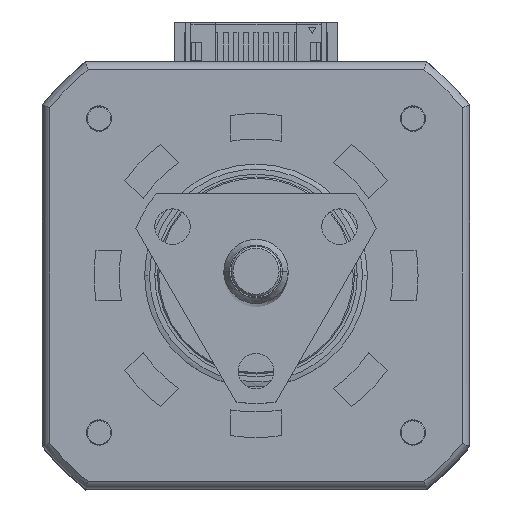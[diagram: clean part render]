
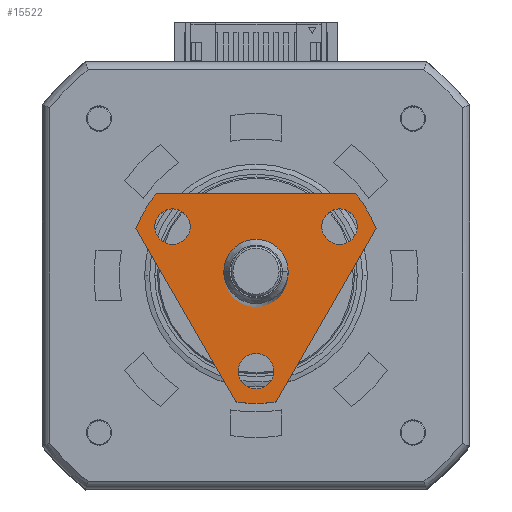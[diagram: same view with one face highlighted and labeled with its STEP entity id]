
A CAD part, top view. The second image highlights one B-rep face of the part: STEP entity #15522.
In plain terms, the highlighted planar face has unit normal (0, 0, 1).
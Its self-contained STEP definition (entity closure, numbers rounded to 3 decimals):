
#176 = DIRECTION ( 'NONE',  ( 0., 0., 1. ) ) ;
#184 = AXIS2_PLACEMENT_3D ( 'NONE', #22719, #16814, #2625 ) ;
#228 = EDGE_CURVE ( 'NONE', #10862, #33369, #4148, .T. ) ;
#936 = VECTOR ( 'NONE', #11709, 1000. ) ;
#1003 = DIRECTION ( 'NONE',  ( -1., 0., 0. ) ) ;
#1087 = DIRECTION ( 'NONE',  ( 0., 1., 0. ) ) ;
#1307 = DIRECTION ( 'NONE',  ( 1., 0., 0. ) ) ;
#1315 = EDGE_CURVE ( 'NONE', #13044, #2507, #21508, .T. ) ;
#1651 = FACE_OUTER_BOUND ( 'NONE', #25748, .T. ) ;
#1805 = VECTOR ( 'NONE', #29276, 1000. ) ;
#2026 = VERTEX_POINT ( 'NONE', #26526 ) ;
#2253 = EDGE_LOOP ( 'NONE', ( #35331, #7244 ) ) ;
#2507 = VERTEX_POINT ( 'NONE', #14009 ) ;
#2625 = DIRECTION ( 'NONE',  ( 1., 0., 0. ) ) ;
#3007 = CARTESIAN_POINT ( 'NONE',  ( -4.542, -11.86, 42.5 ) ) ;
#3259 = AXIS2_PLACEMENT_3D ( 'NONE', #7137, #7261, #21242 ) ;
#3371 = ORIENTED_EDGE ( 'NONE', *, *, #18563, .F. ) ;
#3520 = CARTESIAN_POINT ( 'NONE',  ( -4.542, 11.86, 42.5 ) ) ;
#3538 = CARTESIAN_POINT ( 'NONE',  ( -8., 9.864, 42.5 ) ) ;
#3610 = ORIENTED_EDGE ( 'NONE', *, *, #9773, .F. ) ;
#3916 = DIRECTION ( 'NONE',  ( 0., 0., 1. ) ) ;
#4148 = CIRCLE ( 'NONE', #27674, 12.7 ) ;
#5011 = VERTEX_POINT ( 'NONE', #3007 ) ;
#5036 = EDGE_CURVE ( 'NONE', #2507, #13044, #22034, .T. ) ;
#5372 = DIRECTION ( 'NONE',  ( -1., 0., 0. ) ) ;
#5845 = CARTESIAN_POINT ( 'NONE',  ( -4.762, -8.249, 42.5 ) ) ;
#5875 = ORIENTED_EDGE ( 'NONE', *, *, #10639, .F. ) ;
#6463 = AXIS2_PLACEMENT_3D ( 'NONE', #25602, #14245, #17094 ) ;
#6514 = CARTESIAN_POINT ( 'NONE',  ( 0., 0., 42.5 ) ) ;
#6772 = CARTESIAN_POINT ( 'NONE',  ( 3., 0., 42.5 ) ) ;
#7137 = CARTESIAN_POINT ( 'NONE',  ( -4.762, 8.249, 42.5 ) ) ;
#7244 = ORIENTED_EDGE ( 'NONE', *, *, #32751, .F. ) ;
#7261 = DIRECTION ( 'NONE',  ( 0., 0., 1. ) ) ;
#8338 = CARTESIAN_POINT ( 'NONE',  ( 0., 0., 42.5 ) ) ;
#8356 = CARTESIAN_POINT ( 'NONE',  ( 11.275, 0., 42.5 ) ) ;
#8514 = EDGE_CURVE ( 'NONE', #33369, #5011, #23664, .T. ) ;
#8565 = DIRECTION ( 'NONE',  ( 0., 0., -1. ) ) ;
#8836 = VERTEX_POINT ( 'NONE', #23226 ) ;
#9605 = EDGE_LOOP ( 'NONE', ( #29002, #20028 ) ) ;
#9773 = EDGE_CURVE ( 'NONE', #5011, #15029, #17718, .T. ) ;
#10563 = AXIS2_PLACEMENT_3D ( 'NONE', #13620, #22242, #25089 ) ;
#10639 = EDGE_CURVE ( 'NONE', #2026, #10862, #34487, .T. ) ;
#10862 = VERTEX_POINT ( 'NONE', #25822 ) ;
#11627 = VERTEX_POINT ( 'NONE', #6772 ) ;
#11709 = DIRECTION ( 'NONE',  ( -0.866, -0.5, 0. ) ) ;
#12585 = CIRCLE ( 'NONE', #36055, 1.75 ) ;
#12826 = DIRECTION ( 'NONE',  ( 1., 0., 0. ) ) ;
#12888 = AXIS2_PLACEMENT_3D ( 'NONE', #5845, #14314, #17164 ) ;
#13044 = VERTEX_POINT ( 'NONE', #31129 ) ;
#13050 = VERTEX_POINT ( 'NONE', #31371 ) ;
#13620 = CARTESIAN_POINT ( 'NONE',  ( 0., 0., 42.5 ) ) ;
#13661 = CARTESIAN_POINT ( 'NONE',  ( -4.542, 11.86, 42.5 ) ) ;
#14009 = CARTESIAN_POINT ( 'NONE',  ( -6.512, 8.249, 42.5 ) ) ;
#14119 = ORIENTED_EDGE ( 'NONE', *, *, #18688, .F. ) ;
#14225 = CIRCLE ( 'NONE', #26693, 1.75 ) ;
#14245 = DIRECTION ( 'NONE',  ( 0., 0., -1. ) ) ;
#14314 = DIRECTION ( 'NONE',  ( 0., 0., 1. ) ) ;
#14766 = AXIS2_PLACEMENT_3D ( 'NONE', #32443, #29990, #12826 ) ;
#15004 = CARTESIAN_POINT ( 'NONE',  ( 12.542, -1.996, 42.5 ) ) ;
#15016 = FACE_BOUND ( 'NONE', #32296, .T. ) ;
#15029 = VERTEX_POINT ( 'NONE', #27610 ) ;
#15522 = ADVANCED_FACE ( 'NONE', ( #1651, #18991, #15016, #23516, #30129 ), #25661, .F. ) ;
#16814 = DIRECTION ( 'NONE',  ( 0., 0., -1. ) ) ;
#16818 = DIRECTION ( 'NONE',  ( 0., 0., 1. ) ) ;
#17094 = DIRECTION ( 'NONE',  ( 1., 0., 0. ) ) ;
#17164 = DIRECTION ( 'NONE',  ( -1., 0., 0. ) ) ;
#17193 = CARTESIAN_POINT ( 'NONE',  ( 12.542, -1.996, 42.5 ) ) ;
#17718 = CIRCLE ( 'NONE', #6463, 12.7 ) ;
#18239 = CARTESIAN_POINT ( 'NONE',  ( -8., 0., 42.5 ) ) ;
#18305 = VERTEX_POINT ( 'NONE', #19139 ) ;
#18399 = CIRCLE ( 'NONE', #27132, 1.75 ) ;
#18563 = EDGE_CURVE ( 'NONE', #30683, #2026, #20961, .T. ) ;
#18688 = EDGE_CURVE ( 'NONE', #11627, #18305, #33188, .T. ) ;
#18974 = DIRECTION ( 'NONE',  ( 0., 0., 1. ) ) ;
#18991 = FACE_BOUND ( 'NONE', #9605, .T. ) ;
#19111 = LINE ( 'NONE', #18239, #36839 ) ;
#19139 = CARTESIAN_POINT ( 'NONE',  ( -3., 0., 42.5 ) ) ;
#19575 = DIRECTION ( 'NONE',  ( -1., 0., 0. ) ) ;
#19831 = DIRECTION ( 'NONE',  ( 1., 0., 0. ) ) ;
#19998 = EDGE_LOOP ( 'NONE', ( #14119, #27518 ) ) ;
#20028 = ORIENTED_EDGE ( 'NONE', *, *, #1315, .F. ) ;
#20362 = EDGE_CURVE ( 'NONE', #18305, #11627, #31847, .T. ) ;
#20961 = LINE ( 'NONE', #3520, #1805 ) ;
#21242 = DIRECTION ( 'NONE',  ( -1., 0., 0. ) ) ;
#21508 = CIRCLE ( 'NONE', #3259, 1.75 ) ;
#21942 = ORIENTED_EDGE ( 'NONE', *, *, #26908, .F. ) ;
#22034 = CIRCLE ( 'NONE', #32445, 1.75 ) ;
#22077 = VERTEX_POINT ( 'NONE', #3538 ) ;
#22242 = DIRECTION ( 'NONE',  ( 0., 0., -1. ) ) ;
#22719 = CARTESIAN_POINT ( 'NONE',  ( 0., 0., 42.5 ) ) ;
#22725 = CARTESIAN_POINT ( 'NONE',  ( -4.762, 8.249, 42.5 ) ) ;
#22826 = ORIENTED_EDGE ( 'NONE', *, *, #8514, .F. ) ;
#23226 = CARTESIAN_POINT ( 'NONE',  ( -6.512, -8.249, 42.5 ) ) ;
#23516 = FACE_BOUND ( 'NONE', #2253, .T. ) ;
#23664 = LINE ( 'NONE', #17193, #936 ) ;
#23673 = CARTESIAN_POINT ( 'NONE',  ( 9.525, 0., 42.5 ) ) ;
#24842 = ORIENTED_EDGE ( 'NONE', *, *, #29222, .F. ) ;
#24912 = EDGE_CURVE ( 'NONE', #8836, #13050, #12585, .T. ) ;
#25089 = DIRECTION ( 'NONE',  ( 1., 0., 0. ) ) ;
#25461 = AXIS2_PLACEMENT_3D ( 'NONE', #36397, #8565, #28494 ) ;
#25602 = CARTESIAN_POINT ( 'NONE',  ( 0., 0., 42.5 ) ) ;
#25661 = PLANE ( 'NONE',  #25461 ) ;
#25748 = EDGE_LOOP ( 'NONE', ( #21942, #31981, #3610, #22826, #31109, #5875, #3371 ) ) ;
#25822 = CARTESIAN_POINT ( 'NONE',  ( 12.7, 0., 42.5 ) ) ;
#26208 = VERTEX_POINT ( 'NONE', #33875 ) ;
#26406 = ORIENTED_EDGE ( 'NONE', *, *, #31393, .F. ) ;
#26526 = CARTESIAN_POINT ( 'NONE',  ( 12.542, 1.996, 42.5 ) ) ;
#26548 = CIRCLE ( 'NONE', #12888, 1.75 ) ;
#26693 = AXIS2_PLACEMENT_3D ( 'NONE', #35945, #18974, #27311 ) ;
#26908 = EDGE_CURVE ( 'NONE', #22077, #30683, #30978, .T. ) ;
#27132 = AXIS2_PLACEMENT_3D ( 'NONE', #23673, #35013, #1003 ) ;
#27311 = DIRECTION ( 'NONE',  ( -1., 0., 0. ) ) ;
#27518 = ORIENTED_EDGE ( 'NONE', *, *, #20362, .F. ) ;
#27610 = CARTESIAN_POINT ( 'NONE',  ( -8., -9.864, 42.5 ) ) ;
#27674 = AXIS2_PLACEMENT_3D ( 'NONE', #8338, #28142, #19831 ) ;
#28142 = DIRECTION ( 'NONE',  ( 0., 0., -1. ) ) ;
#28494 = DIRECTION ( 'NONE',  ( -1., 0., 0. ) ) ;
#29002 = ORIENTED_EDGE ( 'NONE', *, *, #5036, .F. ) ;
#29222 = EDGE_CURVE ( 'NONE', #26208, #36032, #18399, .T. ) ;
#29276 = DIRECTION ( 'NONE',  ( 0.866, -0.5, 0. ) ) ;
#29990 = DIRECTION ( 'NONE',  ( 0., 0., 1. ) ) ;
#30129 = FACE_BOUND ( 'NONE', #19998, .T. ) ;
#30683 = VERTEX_POINT ( 'NONE', #13661 ) ;
#30978 = CIRCLE ( 'NONE', #184, 12.7 ) ;
#31109 = ORIENTED_EDGE ( 'NONE', *, *, #228, .F. ) ;
#31129 = CARTESIAN_POINT ( 'NONE',  ( -3.012, 8.249, 42.5 ) ) ;
#31145 = EDGE_CURVE ( 'NONE', #15029, #22077, #19111, .T. ) ;
#31371 = CARTESIAN_POINT ( 'NONE',  ( -3.012, -8.249, 42.5 ) ) ;
#31393 = EDGE_CURVE ( 'NONE', #36032, #26208, #14225, .T. ) ;
#31648 = AXIS2_PLACEMENT_3D ( 'NONE', #6514, #3916, #1307 ) ;
#31847 = CIRCLE ( 'NONE', #31648, 3. ) ;
#31981 = ORIENTED_EDGE ( 'NONE', *, *, #31145, .F. ) ;
#32296 = EDGE_LOOP ( 'NONE', ( #24842, #26406 ) ) ;
#32443 = CARTESIAN_POINT ( 'NONE',  ( 0., 0., 42.5 ) ) ;
#32445 = AXIS2_PLACEMENT_3D ( 'NONE', #22725, #176, #5372 ) ;
#32751 = EDGE_CURVE ( 'NONE', #13050, #8836, #26548, .T. ) ;
#33188 = CIRCLE ( 'NONE', #14766, 3. ) ;
#33369 = VERTEX_POINT ( 'NONE', #15004 ) ;
#33875 = CARTESIAN_POINT ( 'NONE',  ( 7.775, 0., 42.5 ) ) ;
#34487 = CIRCLE ( 'NONE', #10563, 12.7 ) ;
#35013 = DIRECTION ( 'NONE',  ( 0., 0., 1. ) ) ;
#35331 = ORIENTED_EDGE ( 'NONE', *, *, #24912, .F. ) ;
#35945 = CARTESIAN_POINT ( 'NONE',  ( 9.525, 0., 42.5 ) ) ;
#36032 = VERTEX_POINT ( 'NONE', #8356 ) ;
#36055 = AXIS2_PLACEMENT_3D ( 'NONE', #36419, #16818, #19575 ) ;
#36397 = CARTESIAN_POINT ( 'NONE',  ( 0., 0., 42.5 ) ) ;
#36419 = CARTESIAN_POINT ( 'NONE',  ( -4.762, -8.249, 42.5 ) ) ;
#36839 = VECTOR ( 'NONE', #1087, 1000. ) ;
